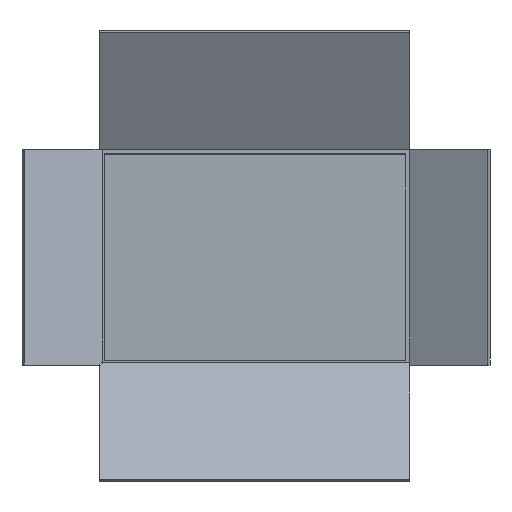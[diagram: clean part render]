
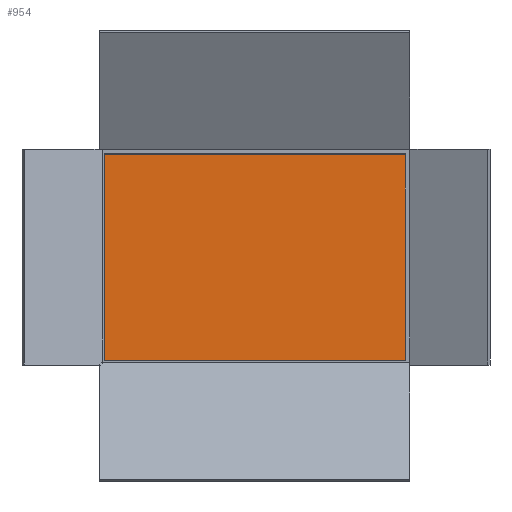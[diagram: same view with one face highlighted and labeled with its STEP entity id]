
A CAD part, top view. The second image highlights one B-rep face of the part: STEP entity #954.
In plain terms, the highlighted planar face has unit normal (0, 0, 1).
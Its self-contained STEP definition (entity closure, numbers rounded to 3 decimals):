
#2 = VERTEX_POINT ( 'NONE', #265 ) ;
#3 = CARTESIAN_POINT ( 'NONE',  ( 167.5, 115., 95. ) ) ;
#53 = CARTESIAN_POINT ( 'NONE',  ( 0., 115., 95. ) ) ;
#188 = FACE_OUTER_BOUND ( 'NONE', #668, .T. ) ;
#199 = VERTEX_POINT ( 'NONE', #299 ) ;
#227 = CARTESIAN_POINT ( 'NONE',  ( 0., 0., 95. ) ) ;
#257 = EDGE_CURVE ( 'NONE', #337, #199, #989, .T. ) ;
#265 = CARTESIAN_POINT ( 'NONE',  ( 167.5, -115., 95. ) ) ;
#282 = VECTOR ( 'NONE', #546, 1000. ) ;
#299 = CARTESIAN_POINT ( 'NONE',  ( -167.5, 115., 95. ) ) ;
#300 = DIRECTION ( 'NONE',  ( 0., 0., -1. ) ) ;
#308 = VECTOR ( 'NONE', #741, 1000. ) ;
#320 = CARTESIAN_POINT ( 'NONE',  ( -167.5, -115., 95. ) ) ;
#337 = VERTEX_POINT ( 'NONE', #3 ) ;
#340 = VECTOR ( 'NONE', #382, 1000. ) ;
#382 = DIRECTION ( 'NONE',  ( 1., 0., 0. ) ) ;
#432 = CARTESIAN_POINT ( 'NONE',  ( -167.5, 0., 95. ) ) ;
#447 = LINE ( 'NONE', #432, #949 ) ;
#452 = CARTESIAN_POINT ( 'NONE',  ( 0., -115., 95. ) ) ;
#455 = DIRECTION ( 'NONE',  ( -1., 0., 0. ) ) ;
#471 = ORIENTED_EDGE ( 'NONE', *, *, #980, .T. ) ;
#484 = VERTEX_POINT ( 'NONE', #320 ) ;
#523 = PLANE ( 'NONE',  #955 ) ;
#546 = DIRECTION ( 'NONE',  ( 0., 1., 0. ) ) ;
#593 = EDGE_CURVE ( 'NONE', #2, #337, #810, .T. ) ;
#611 = LINE ( 'NONE', #452, #340 ) ;
#648 = DIRECTION ( 'NONE',  ( 0., -1., 0. ) ) ;
#668 = EDGE_LOOP ( 'NONE', ( #857, #851, #925, #471 ) ) ;
#741 = DIRECTION ( 'NONE',  ( -1., 0., 0. ) ) ;
#772 = CARTESIAN_POINT ( 'NONE',  ( 167.5, 0., 95. ) ) ;
#810 = LINE ( 'NONE', #772, #282 ) ;
#822 = EDGE_CURVE ( 'NONE', #199, #484, #447, .T. ) ;
#851 = ORIENTED_EDGE ( 'NONE', *, *, #257, .T. ) ;
#857 = ORIENTED_EDGE ( 'NONE', *, *, #593, .T. ) ;
#925 = ORIENTED_EDGE ( 'NONE', *, *, #822, .T. ) ;
#949 = VECTOR ( 'NONE', #648, 1000. ) ;
#954 = ADVANCED_FACE ( 'NONE', ( #188 ), #523, .F. ) ;
#955 = AXIS2_PLACEMENT_3D ( 'NONE', #227, #300, #455 ) ;
#980 = EDGE_CURVE ( 'NONE', #484, #2, #611, .T. ) ;
#989 = LINE ( 'NONE', #53, #308 ) ;
